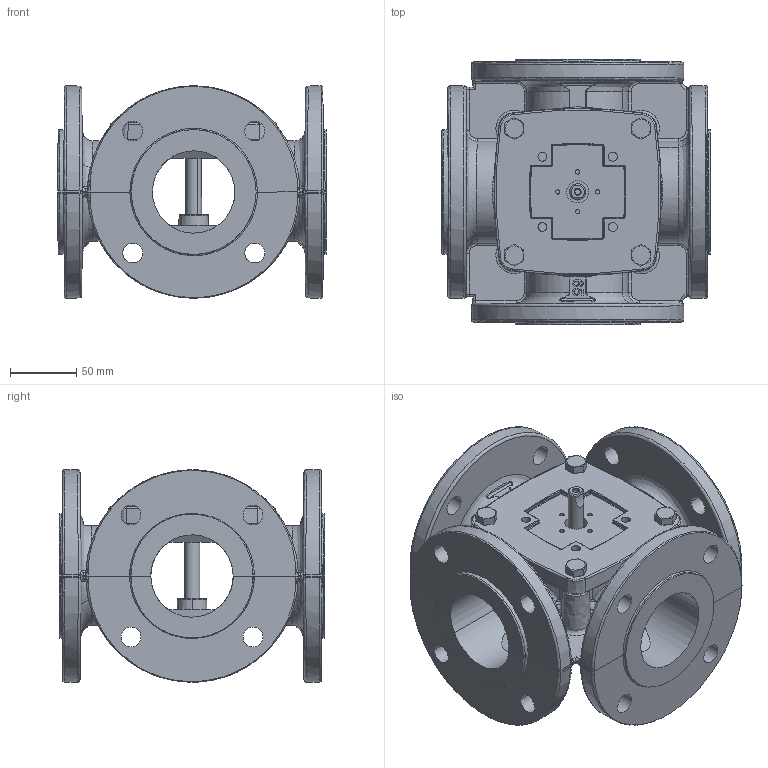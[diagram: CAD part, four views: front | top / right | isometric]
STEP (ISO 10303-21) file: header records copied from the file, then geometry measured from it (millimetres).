
FILE_DESCRIPTION(('CATIA V5 STEP Exchange'),'2;1');
FILE_NAME('4F65.stp','2015-12-07T14:20:25+00:00',('none'),('none'),'CATIA Version 5 Release 20 SP 6 (IN-10)','CATIA V5 STEP AP214','none');
FILE_SCHEMA(('AUTOMOTIVE_DESIGN { 1 0 10303 214 1 1 1 1 }'));
Products named in the file (5): Product1; 1014-01; 1200-06; 1145-01; 98000220
Assembly tree (7 placements, depth 2):
  Product1
    1014-01
    1200-06
    1145-01
    98000220  x4
Bounding box: 202.5 x 200 x 160 mm (x, y, z)
Volume: 1592406.6 mm3; surface area: 344568 mm2
Topology: 7 solids, 7 shells, 1536 faces, 3936 edges, 2393 vertices
Faces by surface type: plane 610, cylinder 347, bspline 308, torus 153, cone 78, sphere 40
Entity records: 68339 total; most frequent: CARTESIAN_POINT 37101, ORIENTED_EDGE 7468, DIRECTION 4473, EDGE_CURVE 3734, VERTEX_POINT 2309, AXIS2_PLACEMENT_3D 1723, VECTOR 1723, LINE 1723
